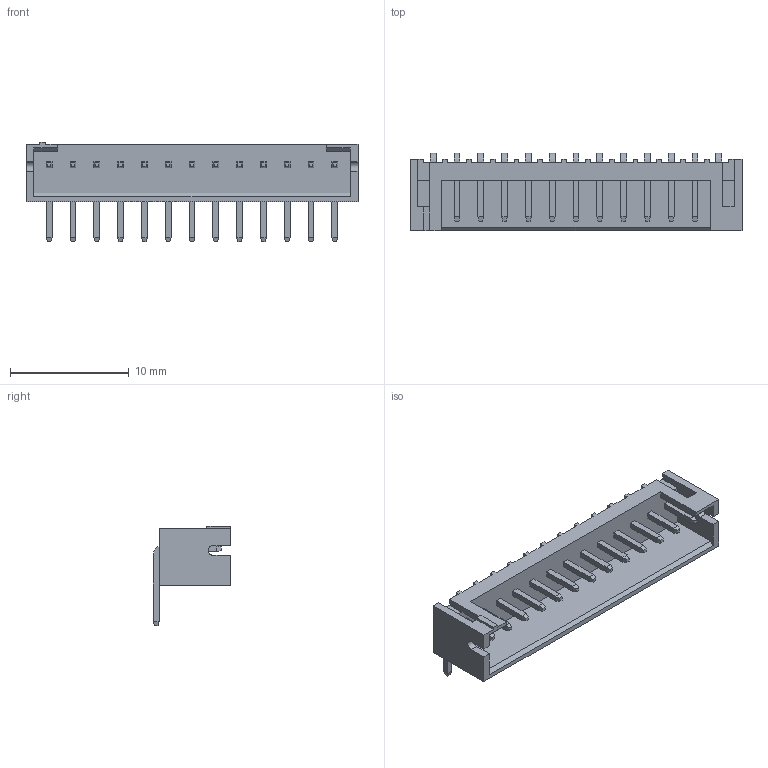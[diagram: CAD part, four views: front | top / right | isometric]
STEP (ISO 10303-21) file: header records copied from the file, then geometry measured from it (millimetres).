
FILE_DESCRIPTION(('STEP AP214'), '1');
FILE_NAME('MW-xMRB', '', ('UNSPECIFIED'), ('UNSPECIFIED'), 'ASCON STEP Converter 1.6', 'ASCON Math Kernel', '');
FILE_SCHEMA(('AUTOMOTIVE_DESIGN { 1 0 10303 214 3 1 1}'));
Length unit declared in the file: millimetre
Bounding box: 27.9 x 6.5 x 8.4 mm (x, y, z)
Volume: 345.2 mm3; surface area: 1008.3 mm2
Topology: 1 solids, 1 shells, 373 faces, 940 edges, 591 vertices
Faces by surface type: plane 345, cylinder 28
Entity records: 13886 total; most frequent: CARTESIAN_POINT 1905, ORIENTED_EDGE 1880, DIRECTION 1744, EDGE_CURVE 940, LINE 884, VECTOR 884, VERTEX_POINT 591, AXIS2_PLACEMENT_3D 430
